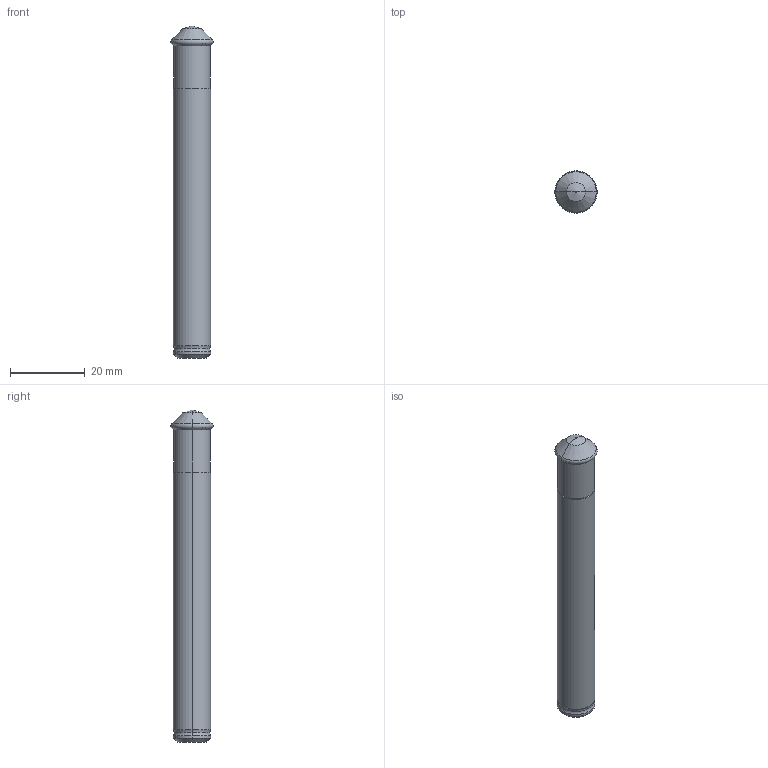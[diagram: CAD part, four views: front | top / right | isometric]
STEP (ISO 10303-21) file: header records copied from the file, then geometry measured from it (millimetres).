
FILE_DESCRIPTION (( 'STEP AP214' ), '1' );
FILE_NAME ('99616-10_N9MT0802M06C.STEP', '2017-03-06T05:57:17', ( 'User' ), ( 'GENUINE' ), 'SwSTEP 2.0', 'SolidWorks 2012', '' );
FILE_SCHEMA (( 'AUTOMOTIVE_DESIGN' ));
Length unit declared in the file: millimetre
Products named in the file (1): 99616-10_N9MT0802M06C
Bounding box: 11.28 x 11.28 x 88.67 mm (x, y, z)
Volume: 6797.7 mm3; surface area: 2863.9 mm2
Topology: 1 solids, 1 shells, 26 faces, 50 edges, 26 vertices
Faces by surface type: cone 10, torus 8, cylinder 6, plane 2
Entity records: 752 total; most frequent: DIRECTION 138, CARTESIAN_POINT 103, ORIENTED_EDGE 100, AXIS2_PLACEMENT_3D 61, EDGE_CURVE 50, CIRCLE 34, EDGE_LOOP 26, ADVANCED_FACE 26
